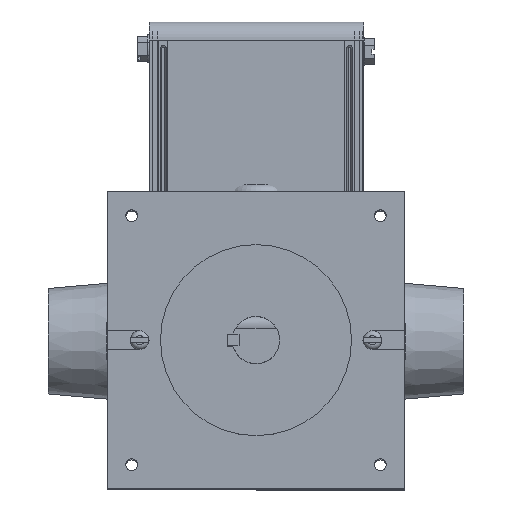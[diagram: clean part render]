
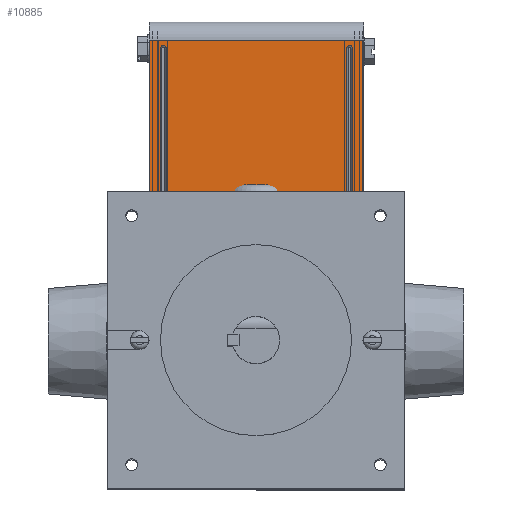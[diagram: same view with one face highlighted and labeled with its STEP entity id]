
A CAD part, top view. The second image highlights one B-rep face of the part: STEP entity #10885.
In plain terms, the highlighted planar face has unit normal (0, 0, 1).
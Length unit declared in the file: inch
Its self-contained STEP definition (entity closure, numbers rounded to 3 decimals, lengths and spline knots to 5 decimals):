
#40 = FACE_BOUND ( 'NONE', #13251, .T. ) ;
#86 = CARTESIAN_POINT ( 'NONE',  ( 0.95745, 1.56662, -7.02795 ) ) ;
#121 = VERTEX_POINT ( 'NONE', #1163 ) ;
#329 = CARTESIAN_POINT ( 'NONE',  ( -1.13, 0., -7.02795 ) ) ;
#472 = FACE_OUTER_BOUND ( 'NONE', #8939, .T. ) ;
#548 = ORIENTED_EDGE ( 'NONE', *, *, #7278, .T. ) ;
#657 = CARTESIAN_POINT ( 'NONE',  ( 0.9887, 3.0926, -7.02795 ) ) ;
#817 = EDGE_CURVE ( 'NONE', #14513, #13538, #14390, .T. ) ;
#1163 = CARTESIAN_POINT ( 'NONE',  ( 1.01995, 1.56662, -7.02795 ) ) ;
#1265 = CARTESIAN_POINT ( 'NONE',  ( -0.98, 1.56662, -7.02795 ) ) ;
#1317 = VERTEX_POINT ( 'NONE', #3855 ) ;
#1322 = ORIENTED_EDGE ( 'NONE', *, *, #9257, .F. ) ;
#1591 = CARTESIAN_POINT ( 'NONE',  ( 1.1387, 3.183, -7.02795 ) ) ;
#1623 = AXIS2_PLACEMENT_3D ( 'NONE', #657, #7484, #2003 ) ;
#1761 = DIRECTION ( 'NONE',  ( 0., 1., 0. ) ) ;
#1817 = CARTESIAN_POINT ( 'NONE',  ( -1.13, 1.11662, -7.02795 ) ) ;
#1900 = DIRECTION ( 'NONE',  ( 0., 1., 0. ) ) ;
#1929 = DIRECTION ( 'NONE',  ( 0., 1., 0. ) ) ;
#2003 = DIRECTION ( 'NONE',  ( 1., 0., 0. ) ) ;
#2130 = AXIS2_PLACEMENT_3D ( 'NONE', #1265, #18032, #12340 ) ;
#2229 = CARTESIAN_POINT ( 'NONE',  ( 1.1387, 0., -7.02795 ) ) ;
#2258 = CARTESIAN_POINT ( 'NONE',  ( 1.1387, 3.183, -7.02795 ) ) ;
#2667 = DIRECTION ( 'NONE',  ( 0., 0., 1. ) ) ;
#2718 = VERTEX_POINT ( 'NONE', #8697 ) ;
#2741 = EDGE_CURVE ( 'NONE', #13538, #5612, #8929, .T. ) ;
#3284 = AXIS2_PLACEMENT_3D ( 'NONE', #9824, #15540, #8485 ) ;
#3406 = LINE ( 'NONE', #7674, #11025 ) ;
#3855 = CARTESIAN_POINT ( 'NONE',  ( -0.94875, 1.56662, -7.02795 ) ) ;
#4035 = DIRECTION ( 'NONE',  ( 0., 1., 0. ) ) ;
#4183 = EDGE_CURVE ( 'NONE', #4536, #2718, #13662, .T. ) ;
#4536 = VERTEX_POINT ( 'NONE', #5365 ) ;
#4806 = EDGE_CURVE ( 'NONE', #1317, #4536, #13814, .T. ) ;
#5272 = VERTEX_POINT ( 'NONE', #8123 ) ;
#5298 = DIRECTION ( 'NONE',  ( 1., 0., 0. ) ) ;
#5365 = CARTESIAN_POINT ( 'NONE',  ( -1.01125, 1.56662, -7.02795 ) ) ;
#5612 = VERTEX_POINT ( 'NONE', #8282 ) ;
#5704 = PLANE ( 'NONE',  #3284 ) ;
#6111 = EDGE_CURVE ( 'NONE', #14856, #2718, #13712, .T. ) ;
#6259 = LINE ( 'NONE', #2229, #16084 ) ;
#6591 = CARTESIAN_POINT ( 'NONE',  ( 0.95745, 0., -7.02795 ) ) ;
#6702 = CARTESIAN_POINT ( 'NONE',  ( 1.01995, 0., -7.02795 ) ) ;
#6814 = VECTOR ( 'NONE', #1761, 39.37008 ) ;
#6984 = DIRECTION ( 'NONE',  ( 1., 0., 0. ) ) ;
#7221 = ORIENTED_EDGE ( 'NONE', *, *, #14944, .F. ) ;
#7278 = EDGE_CURVE ( 'NONE', #14537, #16122, #16603, .T. ) ;
#7484 = DIRECTION ( 'NONE',  ( 0., 0., -1. ) ) ;
#7674 = CARTESIAN_POINT ( 'NONE',  ( 1.1387, 1.11662, -7.02795 ) ) ;
#7855 = DIRECTION ( 'NONE',  ( -1., 0., 0. ) ) ;
#7950 = ORIENTED_EDGE ( 'NONE', *, *, #6111, .F. ) ;
#8123 = CARTESIAN_POINT ( 'NONE',  ( 1.1387, 1.11662, -7.02795 ) ) ;
#8282 = CARTESIAN_POINT ( 'NONE',  ( 1.01995, 3.0926, -7.02795 ) ) ;
#8429 = LINE ( 'NONE', #6702, #11048 ) ;
#8485 = DIRECTION ( 'NONE',  ( 1., 0., 0. ) ) ;
#8523 = VECTOR ( 'NONE', #7855, 39.37008 ) ;
#8602 = ORIENTED_EDGE ( 'NONE', *, *, #4806, .T. ) ;
#8682 = EDGE_CURVE ( 'NONE', #5272, #14537, #6259, .T. ) ;
#8697 = CARTESIAN_POINT ( 'NONE',  ( -1.01125, 3.0926, -7.02795 ) ) ;
#8929 = CIRCLE ( 'NONE', #1623, 0.03125 ) ;
#8934 = AXIS2_PLACEMENT_3D ( 'NONE', #12249, #13645, #5298 ) ;
#8939 = EDGE_LOOP ( 'NONE', ( #548, #1322, #7221, #16895 ) ) ;
#9257 = EDGE_CURVE ( 'NONE', #18018, #16122, #12324, .T. ) ;
#9605 = CIRCLE ( 'NONE', #11682, 0.03125 ) ;
#9776 = ORIENTED_EDGE ( 'NONE', *, *, #2741, .T. ) ;
#9824 = CARTESIAN_POINT ( 'NONE',  ( 1.1387, 0., -7.02795 ) ) ;
#10188 = EDGE_CURVE ( 'NONE', #1317, #14856, #17497, .T. ) ;
#10241 = ORIENTED_EDGE ( 'NONE', *, *, #10188, .F. ) ;
#10581 = EDGE_CURVE ( 'NONE', #14513, #121, #9605, .T. ) ;
#10771 = ORIENTED_EDGE ( 'NONE', *, *, #10581, .F. ) ;
#10885 = ADVANCED_FACE ( 'NONE', ( #472, #40, #15072 ), #5704, .T. ) ;
#11025 = VECTOR ( 'NONE', #14702, 39.37008 ) ;
#11048 = VECTOR ( 'NONE', #4035, 39.37008 ) ;
#11523 = EDGE_CURVE ( 'NONE', #121, #5612, #8429, .T. ) ;
#11547 = VECTOR ( 'NONE', #16240, 39.37008 ) ;
#11682 = AXIS2_PLACEMENT_3D ( 'NONE', #12472, #2667, #6984 ) ;
#11766 = CARTESIAN_POINT ( 'NONE',  ( -0.94875, 3.0926, -7.02795 ) ) ;
#11919 = CARTESIAN_POINT ( 'NONE',  ( -1.13, 3.183, -7.02795 ) ) ;
#12249 = CARTESIAN_POINT ( 'NONE',  ( -0.98, 3.0926, -7.02795 ) ) ;
#12324 = LINE ( 'NONE', #329, #15390 ) ;
#12340 = DIRECTION ( 'NONE',  ( 1., 0., 0. ) ) ;
#12472 = CARTESIAN_POINT ( 'NONE',  ( 0.9887, 1.56662, -7.02795 ) ) ;
#13251 = EDGE_LOOP ( 'NONE', ( #10241, #8602, #15657, #7950 ) ) ;
#13374 = DIRECTION ( 'NONE',  ( 0., 1., 0. ) ) ;
#13538 = VERTEX_POINT ( 'NONE', #16115 ) ;
#13645 = DIRECTION ( 'NONE',  ( 0., 0., 1. ) ) ;
#13662 = LINE ( 'NONE', #16003, #13895 ) ;
#13712 = CIRCLE ( 'NONE', #8934, 0.03125 ) ;
#13814 = CIRCLE ( 'NONE', #2130, 0.03125 ) ;
#13877 = ORIENTED_EDGE ( 'NONE', *, *, #11523, .F. ) ;
#13895 = VECTOR ( 'NONE', #1929, 39.37008 ) ;
#14390 = LINE ( 'NONE', #6591, #11547 ) ;
#14513 = VERTEX_POINT ( 'NONE', #86 ) ;
#14537 = VERTEX_POINT ( 'NONE', #1591 ) ;
#14702 = DIRECTION ( 'NONE',  ( -1., 0., 0. ) ) ;
#14856 = VERTEX_POINT ( 'NONE', #11766 ) ;
#14944 = EDGE_CURVE ( 'NONE', #5272, #18018, #3406, .T. ) ;
#15072 = FACE_BOUND ( 'NONE', #17969, .T. ) ;
#15390 = VECTOR ( 'NONE', #1900, 39.37008 ) ;
#15540 = DIRECTION ( 'NONE',  ( 0., 0., 1. ) ) ;
#15614 = CARTESIAN_POINT ( 'NONE',  ( -0.94875, 0., -7.02795 ) ) ;
#15657 = ORIENTED_EDGE ( 'NONE', *, *, #4183, .T. ) ;
#16003 = CARTESIAN_POINT ( 'NONE',  ( -1.01125, 0., -7.02795 ) ) ;
#16084 = VECTOR ( 'NONE', #13374, 39.37008 ) ;
#16115 = CARTESIAN_POINT ( 'NONE',  ( 0.95745, 3.0926, -7.02795 ) ) ;
#16122 = VERTEX_POINT ( 'NONE', #11919 ) ;
#16240 = DIRECTION ( 'NONE',  ( 0., 1., 0. ) ) ;
#16277 = ORIENTED_EDGE ( 'NONE', *, *, #817, .T. ) ;
#16603 = LINE ( 'NONE', #2258, #8523 ) ;
#16895 = ORIENTED_EDGE ( 'NONE', *, *, #8682, .T. ) ;
#17497 = LINE ( 'NONE', #15614, #6814 ) ;
#17969 = EDGE_LOOP ( 'NONE', ( #16277, #9776, #13877, #10771 ) ) ;
#18018 = VERTEX_POINT ( 'NONE', #1817 ) ;
#18032 = DIRECTION ( 'NONE',  ( 0., 0., -1. ) ) ;
